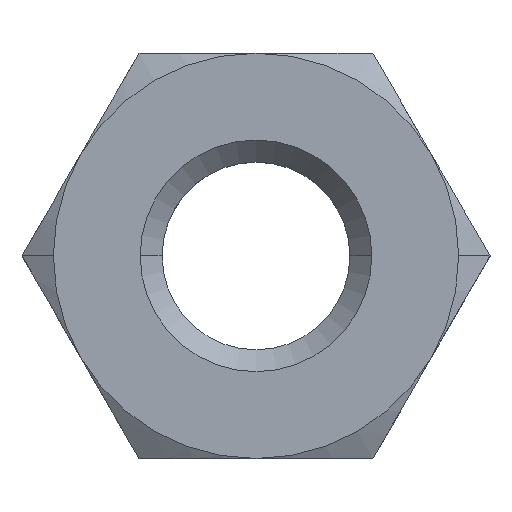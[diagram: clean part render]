
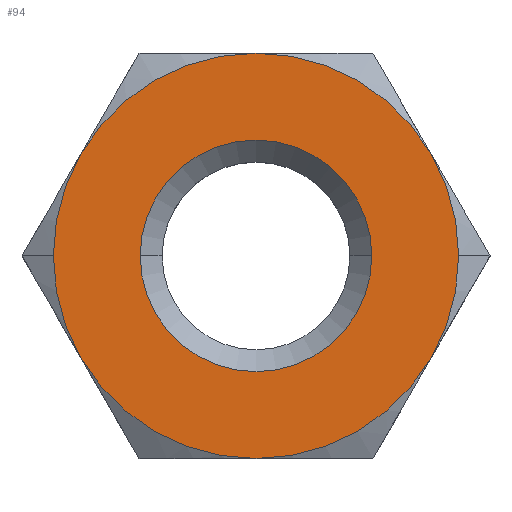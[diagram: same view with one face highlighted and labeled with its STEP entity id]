
A CAD part, top view. The second image highlights one B-rep face of the part: STEP entity #94.
In plain terms, the highlighted planar face has unit normal (0, 0, 1).
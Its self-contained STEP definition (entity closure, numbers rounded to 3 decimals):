
#94=ADVANCED_FACE('',(#144,#145),#146,.T.);
#144=FACE_BOUND('',#206,.T.);
#145=FACE_OUTER_BOUND('',#207,.T.);
#146=PLANE('',#208);
#206=EDGE_LOOP('',(#347,#348));
#207=EDGE_LOOP('',(#349,#350,#351,#352,#353,#354,#355,#356));
#208=AXIS2_PLACEMENT_3D('',#357,#358,#359);
#347=ORIENTED_EDGE('',*,*,#502,.F.);
#348=ORIENTED_EDGE('',*,*,#457,.F.);
#349=ORIENTED_EDGE('',*,*,#497,.T.);
#350=ORIENTED_EDGE('',*,*,#460,.T.);
#351=ORIENTED_EDGE('',*,*,#501,.T.);
#352=ORIENTED_EDGE('',*,*,#487,.T.);
#353=ORIENTED_EDGE('',*,*,#462,.T.);
#354=ORIENTED_EDGE('',*,*,#490,.T.);
#355=ORIENTED_EDGE('',*,*,#492,.T.);
#356=ORIENTED_EDGE('',*,*,#496,.T.);
#357=CARTESIAN_POINT('',(2.75,0.,2.8));
#358=DIRECTION('',(-0.0,0.,1.0));
#359=DIRECTION('',(1.0,0.0,0.0));
#457=EDGE_CURVE('',#527,#525,#529,.T.);
#460=EDGE_CURVE('',#531,#533,#535,.T.);
#462=EDGE_CURVE('',#539,#536,#540,.T.);
#487=EDGE_CURVE('',#580,#539,#581,.T.);
#490=EDGE_CURVE('',#536,#583,#585,.T.);
#492=EDGE_CURVE('',#583,#587,#589,.T.);
#496=EDGE_CURVE('',#587,#593,#595,.T.);
#497=EDGE_CURVE('',#593,#531,#596,.T.);
#501=EDGE_CURVE('',#533,#580,#601,.T.);
#502=EDGE_CURVE('',#525,#527,#602,.T.);
#525=VERTEX_POINT('',#629);
#527=VERTEX_POINT('',#632);
#529=CIRCLE('',#635,2.0);
#531=VERTEX_POINT('',#637);
#533=VERTEX_POINT('',#640);
#535=CIRCLE('',#653,3.5);
#536=VERTEX_POINT('',#654);
#539=VERTEX_POINT('',#658);
#540=CIRCLE('',#659,3.5);
#580=VERTEX_POINT('',#855);
#581=CIRCLE('',#856,3.5);
#583=VERTEX_POINT('',#869);
#585=CIRCLE('',#882,3.5);
#587=VERTEX_POINT('',#884);
#589=CIRCLE('',#897,3.5);
#593=VERTEX_POINT('',#923);
#595=CIRCLE('',#936,3.5);
#596=CIRCLE('',#937,3.5);
#601=CIRCLE('',#975,3.5);
#602=CIRCLE('',#976,2.0);
#629=CARTESIAN_POINT('',(2.0,0.,2.8));
#632=CARTESIAN_POINT('',(-2.0,0.,2.8));
#635=AXIS2_PLACEMENT_3D('',#1007,#1008,#1009);
#637=CARTESIAN_POINT('',(3.5,0.,2.8));
#640=CARTESIAN_POINT('',(3.031,1.75,2.8));
#653=AXIS2_PLACEMENT_3D('',#1011,#1012,#1013);
#654=CARTESIAN_POINT('',(-3.5,0.,2.8));
#658=CARTESIAN_POINT('',(-3.031,1.75,2.8));
#659=AXIS2_PLACEMENT_3D('',#1015,#1016,#1017);
#855=CARTESIAN_POINT('',(0.0,3.5,2.8));
#856=AXIS2_PLACEMENT_3D('',#1044,#1045,#1046);
#869=CARTESIAN_POINT('',(-3.031,-1.75,2.8));
#882=AXIS2_PLACEMENT_3D('',#1047,#1048,#1049);
#884=CARTESIAN_POINT('',(0.,-3.5,2.8));
#897=AXIS2_PLACEMENT_3D('',#1050,#1051,#1052);
#923=CARTESIAN_POINT('',(3.031,-1.75,2.8));
#936=AXIS2_PLACEMENT_3D('',#1053,#1054,#1055);
#937=AXIS2_PLACEMENT_3D('',#1056,#1057,#1058);
#975=AXIS2_PLACEMENT_3D('',#1059,#1060,#1061);
#976=AXIS2_PLACEMENT_3D('',#1062,#1063,#1064);
#1007=CARTESIAN_POINT('',(0.0,0.,2.8));
#1008=DIRECTION('',(-0.0,0.,1.0));
#1009=DIRECTION('',(1.0,0.0,0.0));
#1011=CARTESIAN_POINT('',(0.0,0.,2.8));
#1012=DIRECTION('',(-0.0,0.,1.0));
#1013=DIRECTION('',(1.0,0.0,0.0));
#1015=CARTESIAN_POINT('',(0.0,0.,2.8));
#1016=DIRECTION('',(-0.0,0.,1.0));
#1017=DIRECTION('',(1.0,0.0,0.0));
#1044=CARTESIAN_POINT('',(0.0,0.,2.8));
#1045=DIRECTION('',(-0.0,0.,1.0));
#1046=DIRECTION('',(1.0,0.0,0.0));
#1047=CARTESIAN_POINT('',(0.0,0.,2.8));
#1048=DIRECTION('',(-0.0,0.,1.0));
#1049=DIRECTION('',(1.0,0.0,0.0));
#1050=CARTESIAN_POINT('',(0.0,0.,2.8));
#1051=DIRECTION('',(-0.0,0.,1.0));
#1052=DIRECTION('',(1.0,0.0,0.0));
#1053=CARTESIAN_POINT('',(0.0,0.,2.8));
#1054=DIRECTION('',(-0.0,0.,1.0));
#1055=DIRECTION('',(1.0,0.0,0.0));
#1056=CARTESIAN_POINT('',(0.0,0.,2.8));
#1057=DIRECTION('',(-0.0,0.,1.0));
#1058=DIRECTION('',(1.0,0.0,0.0));
#1059=CARTESIAN_POINT('',(0.0,0.,2.8));
#1060=DIRECTION('',(-0.0,0.,1.0));
#1061=DIRECTION('',(1.0,0.0,0.0));
#1062=CARTESIAN_POINT('',(0.0,0.,2.8));
#1063=DIRECTION('',(-0.0,0.,1.0));
#1064=DIRECTION('',(1.0,0.0,0.0));
